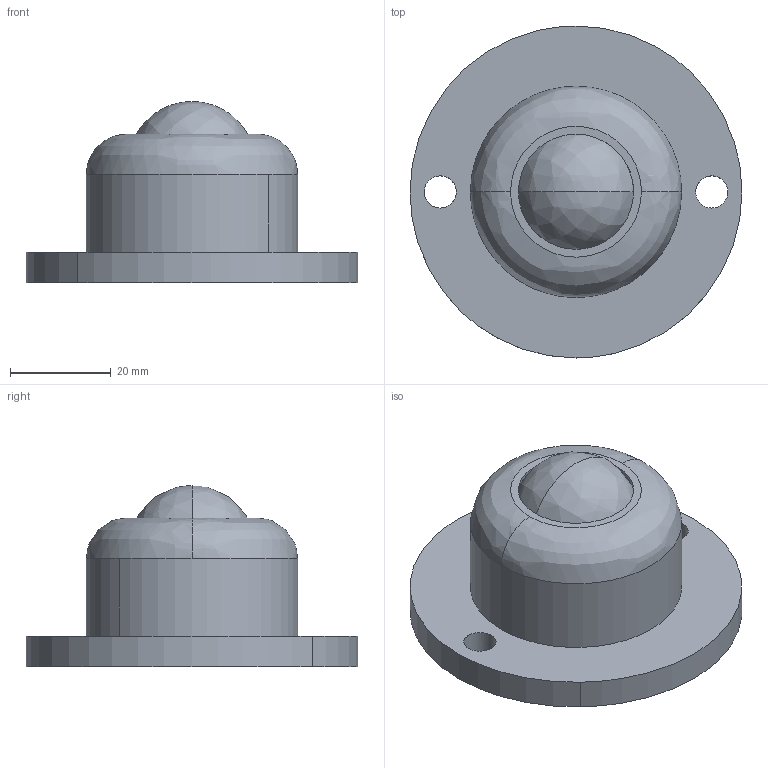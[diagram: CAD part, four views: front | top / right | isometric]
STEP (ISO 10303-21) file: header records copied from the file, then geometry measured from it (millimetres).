
FILE_DESCRIPTION((''),'2;1');
FILE_NAME('','2009-01-19T13:46:45',(''),(''),'','CADfix','');
FILE_SCHEMA(('AUTOMOTIVE_DESIGN { 1 0 10303 214 1 1 1 1 }'));
Length unit declared in the file: millimetre
Bounding box: 66 x 66 x 36 mm (x, y, z)
Volume: 28945.2 mm3; surface area: 18056.4 mm2
Topology: 2 solids, 2 shells, 82 faces, 456 edges, 386 vertices
Faces by surface type: bspline 82
Entity records: 6842 total; most frequent: CARTESIAN_POINT 4240, ORIENTED_EDGE 912, EDGE_CURVE 456, VERTEX_POINT 386, B_SPLINE_CURVE_WITH_KNOTS 386, EDGE_LOOP 132, FACE_OUTER_BOUND 82, ADVANCED_FACE 82
